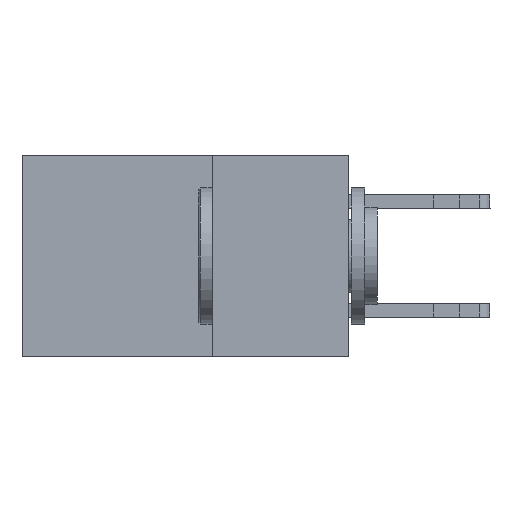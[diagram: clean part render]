
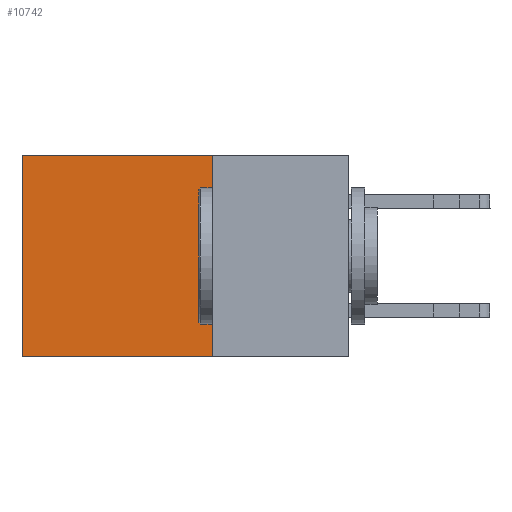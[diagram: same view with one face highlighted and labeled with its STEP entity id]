
A CAD part, left-side view. The second image highlights one B-rep face of the part: STEP entity #10742.
In plain terms, the highlighted planar face has unit normal (-1, 0, 0).
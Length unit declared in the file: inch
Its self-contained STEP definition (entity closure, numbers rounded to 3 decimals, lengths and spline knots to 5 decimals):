
#49 = LINE ( 'NONE', #6827, #2084 ) ;
#970 = VECTOR ( 'NONE', #15745, 39.37008 ) ;
#1297 = AXIS2_PLACEMENT_3D ( 'NONE', #11542, #21886, #11877 ) ;
#2084 = VECTOR ( 'NONE', #18754, 39.37008 ) ;
#4240 = ORIENTED_EDGE ( 'NONE', *, *, #12741, .F. ) ;
#4578 = EDGE_CURVE ( 'NONE', #17910, #11505, #5754, .T. ) ;
#5754 = LINE ( 'NONE', #11101, #20655 ) ;
#6827 = CARTESIAN_POINT ( 'NONE',  ( 0.2615, 0.25, -0.37 ) ) ;
#7301 = DIRECTION ( 'NONE',  ( 0., 0., -1. ) ) ;
#7359 = DIRECTION ( 'NONE',  ( 0., 1., 0. ) ) ;
#7801 = CARTESIAN_POINT ( 'NONE',  ( 0.2615, 0.25, 0. ) ) ;
#8420 = FACE_OUTER_BOUND ( 'NONE', #10968, .T. ) ;
#8950 = CARTESIAN_POINT ( 'NONE',  ( 0.2615, 0.25, -0.37 ) ) ;
#10725 = CARTESIAN_POINT ( 'NONE',  ( 0.2615, 0.25, -0.37 ) ) ;
#10742 = ADVANCED_FACE ( 'NONE', ( #8420 ), #11775, .F. ) ;
#10968 = EDGE_LOOP ( 'NONE', ( #18642, #4240, #19487, #15477 ) ) ;
#11043 = LINE ( 'NONE', #7801, #21937 ) ;
#11101 = CARTESIAN_POINT ( 'NONE',  ( 0.2615, 0.6, -0.37 ) ) ;
#11505 = VERTEX_POINT ( 'NONE', #15164 ) ;
#11542 = CARTESIAN_POINT ( 'NONE',  ( 0.2615, 0.25, -0.37 ) ) ;
#11775 = PLANE ( 'NONE',  #1297 ) ;
#11877 = DIRECTION ( 'NONE',  ( 0., 0., -1. ) ) ;
#12489 = VERTEX_POINT ( 'NONE', #14975 ) ;
#12741 = EDGE_CURVE ( 'NONE', #17435, #11505, #17410, .T. ) ;
#13313 = EDGE_CURVE ( 'NONE', #12489, #17910, #11043, .T. ) ;
#14975 = CARTESIAN_POINT ( 'NONE',  ( 0.2615, 0.25, 0. ) ) ;
#15164 = CARTESIAN_POINT ( 'NONE',  ( 0.2615, 0.6, -0.37 ) ) ;
#15477 = ORIENTED_EDGE ( 'NONE', *, *, #13313, .T. ) ;
#15745 = DIRECTION ( 'NONE',  ( 0., 1., 0. ) ) ;
#17410 = LINE ( 'NONE', #8950, #970 ) ;
#17435 = VERTEX_POINT ( 'NONE', #10725 ) ;
#17910 = VERTEX_POINT ( 'NONE', #20705 ) ;
#18642 = ORIENTED_EDGE ( 'NONE', *, *, #4578, .T. ) ;
#18754 = DIRECTION ( 'NONE',  ( 0., 0., -1. ) ) ;
#19487 = ORIENTED_EDGE ( 'NONE', *, *, #21060, .F. ) ;
#20655 = VECTOR ( 'NONE', #7301, 39.37008 ) ;
#20705 = CARTESIAN_POINT ( 'NONE',  ( 0.2615, 0.6, 0. ) ) ;
#21060 = EDGE_CURVE ( 'NONE', #12489, #17435, #49, .T. ) ;
#21886 = DIRECTION ( 'NONE',  ( 1., 0., 0. ) ) ;
#21937 = VECTOR ( 'NONE', #7359, 39.37008 ) ;
